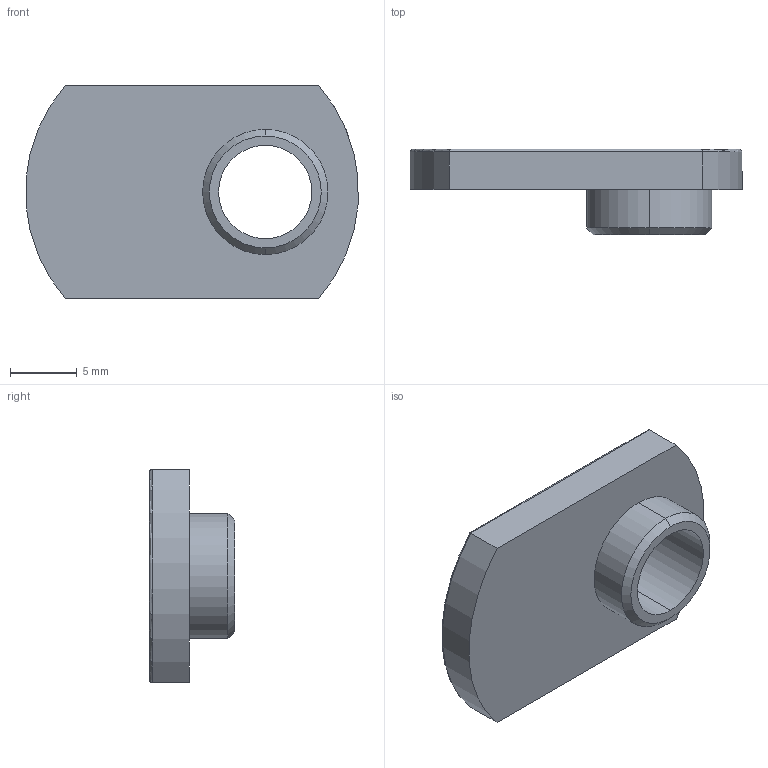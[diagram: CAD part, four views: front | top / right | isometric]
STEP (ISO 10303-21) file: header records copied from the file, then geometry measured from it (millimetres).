
FILE_DESCRIPTION (( 'STEP AP214' ), '1' );
FILE_NAME ('A480 Ñóõàðü ïàçîâûé ïëîñêèé M8, ïàç 10.STEP', '2021-07-06T08:43:41', ( 'Windows User' ), ( '' ), 'SwSTEP 2.0', 'SolidWorks 2021', '' );
FILE_SCHEMA (( 'AUTOMOTIVE_DESIGN' ));
Length unit declared in the file: millimetre
Products named in the file (1): A480 Ñóõàðü ïàçîâûé ïëîñêèé M8, ïàç 10
Bounding box: 24.92 x 6.4 x 16 mm (x, y, z)
Volume: 1093.5 mm3; surface area: 1102.6 mm2
Topology: 1 solids, 1 shells, 19 faces, 40 edges, 24 vertices
Faces by surface type: cylinder 8, plane 5, torus 4, cone 2
Entity records: 582 total; most frequent: CARTESIAN_POINT 104, DIRECTION 96, ORIENTED_EDGE 80, AXIS2_PLACEMENT_3D 40, EDGE_CURVE 40, VERTEX_POINT 24, EDGE_LOOP 22, CIRCLE 20
